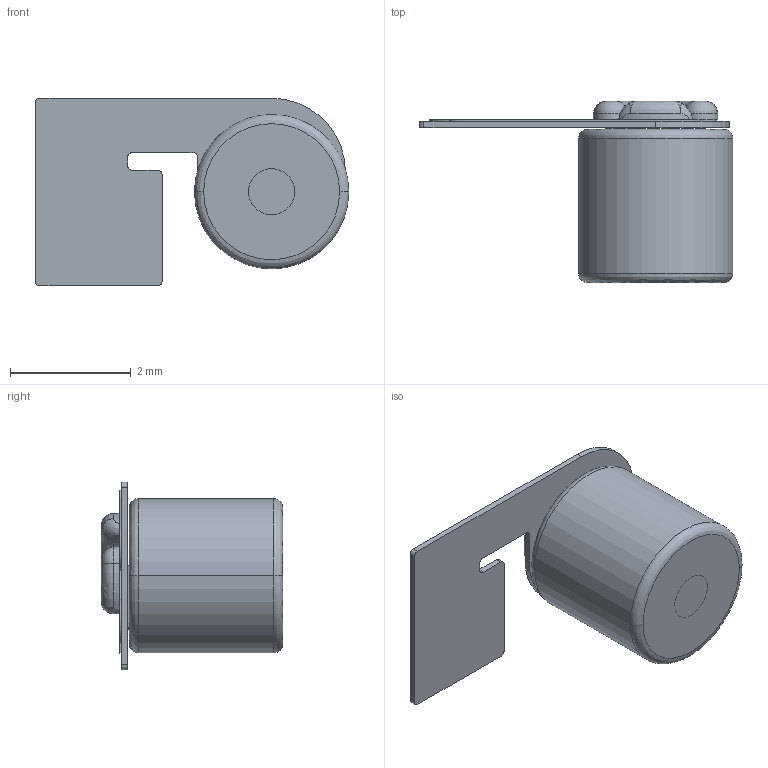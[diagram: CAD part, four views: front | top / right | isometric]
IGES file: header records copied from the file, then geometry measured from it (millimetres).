
Start section:  PTC IGES file: fg-26640-a76_sw.igs
Global section: file name: fg-26640-a76_sw.igs; native system: Pro/ENGINEER by Parametric Technology Corporation; preprocessor: 2005070; author: MMason; organization: Unknown; date: 060126.123619; units: inch
Bounding box: 5.19 x 3 x 3.1 mm (x, y, z)
Surface area: 85.1 mm2 (no closed solid volume)
Topology: 0 solids, 0 shells, 225 faces, 1134 edges, 1134 vertices
Faces by surface type: revolution 120, bspline 105
